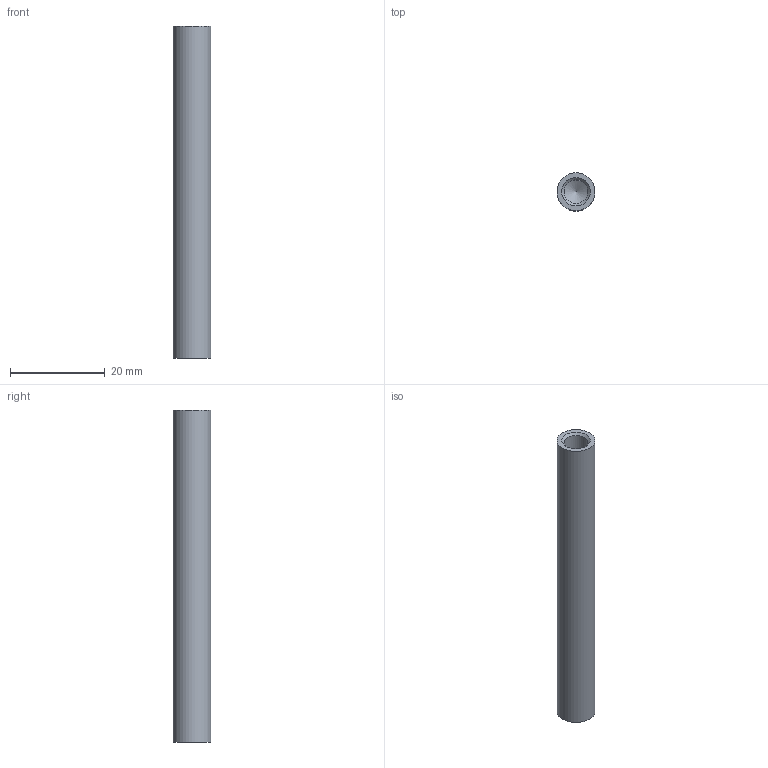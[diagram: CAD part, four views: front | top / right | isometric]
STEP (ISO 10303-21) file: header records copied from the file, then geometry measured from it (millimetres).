
FILE_DESCRIPTION (( 'STEP AP203' ), '1' );
FILE_NAME ('101000505-GL-IN.step', '2021-12-01T10:36:10', ( '' ), ( '' ), 'SwSTEP 2.0', 'SolidWorks 2018', '' );
FILE_SCHEMA (( 'CONFIG_CONTROL_DESIGN' ));
Length unit declared in the file: millimetre
Products named in the file (2): 101000505-GL-IN
Bounding box: 8 x 8 x 70 mm (x, y, z)
Volume: 2339.9 mm3; surface area: 2755.2 mm2
Topology: 1 solids, 1 shells, 268 faces, 703 edges, 468 vertices
Faces by surface type: bspline 118, plane 112, cylinder 34, cone 4
Full cylindrical faces by diameter (mm): 5 x1, 5.3 x1, 8 x1
Entity records: 13523 total; most frequent: CARTESIAN_POINT 7572, ORIENTED_EDGE 1384, DIRECTION 848, EDGE_CURVE 692, VERTEX_POINT 464, VECTOR 328, LINE 328, EDGE_LOOP 306
